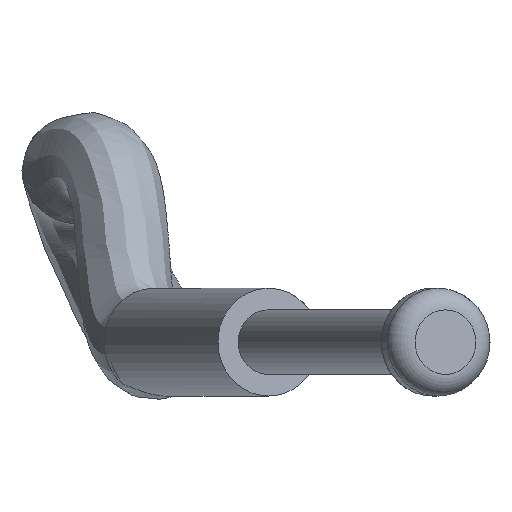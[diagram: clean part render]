
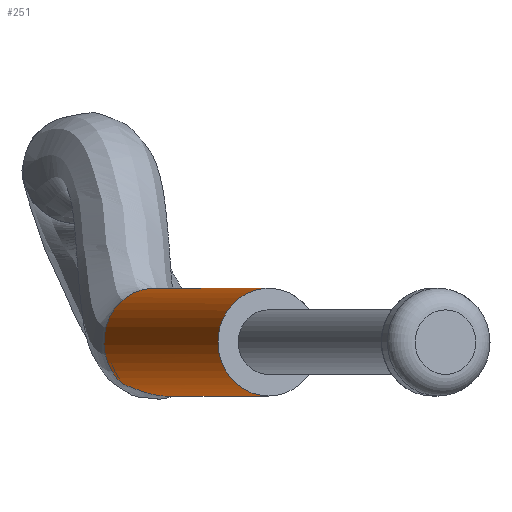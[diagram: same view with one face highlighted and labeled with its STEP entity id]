
A CAD part, left-side view. The second image highlights one B-rep face of the part: STEP entity #251.
In plain terms, the highlighted cylindrical face has radius 12.5 mm (diameter 25 mm), a full revolution.
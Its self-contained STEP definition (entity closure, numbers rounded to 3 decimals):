
#29=B_SPLINE_CURVE_WITH_KNOTS('',3,(#1052,#1053,#1054,#1055,#1056,#1057,
#1058,#1059,#1060,#1061,#1062,#1063),.UNSPECIFIED.,.F.,.F.,(4,1,1,1,1,1,
1,1,1,4),(0.044,0.047,0.051,0.052,
0.054,0.057,0.06,0.064,
0.067,0.07),.UNSPECIFIED.);
#31=CYLINDRICAL_SURFACE('',#292,12.5);
#55=ORIENTED_EDGE('',*,*,#99,.T.);
#56=ORIENTED_EDGE('',*,*,#100,.F.);
#57=ORIENTED_EDGE('',*,*,#97,.F.);
#97=EDGE_CURVE('',#119,#120,#140,.T.);
#99=EDGE_CURVE('',#121,#121,#141,.T.);
#100=EDGE_CURVE('',#120,#119,#29,.T.);
#119=VERTEX_POINT('',#1031);
#120=VERTEX_POINT('',#1032);
#121=VERTEX_POINT('',#1051);
#140=CIRCLE('',#291,12.5);
#141=CIRCLE('',#293,12.5);
#163=EDGE_LOOP('',(#55));
#164=EDGE_LOOP('',(#56,#57));
#203=FACE_BOUND('',#163,.T.);
#204=FACE_BOUND('',#164,.T.);
#251=ADVANCED_FACE('',(#203,#204),#31,.T.);
#291=AXIS2_PLACEMENT_3D('',#1030,#345,#346);
#292=AXIS2_PLACEMENT_3D('',#1049,#347,#348);
#293=AXIS2_PLACEMENT_3D('',#1050,#349,#350);
#345=DIRECTION('',(0.94,0.342,0.));
#346=DIRECTION('',(0.342,-0.94,0.));
#347=DIRECTION('',(0.94,0.342,0.));
#348=DIRECTION('',(-0.342,0.94,0.));
#349=DIRECTION('',(0.94,0.342,0.));
#350=DIRECTION('',(0.,0.,-1.));
#1030=CARTESIAN_POINT('',(-124.455,-18.,-40.));
#1031=CARTESIAN_POINT('',(-127.095,-10.748,-49.833));
#1032=CARTESIAN_POINT('',(-121.871,-25.099,-49.959));
#1049=CARTESIAN_POINT('',(-309.923,-85.505,-40.));
#1050=CARTESIAN_POINT('',(-197.16,-44.463,-40.));
#1051=CARTESIAN_POINT('',(-197.16,-44.463,-52.5));
#1052=CARTESIAN_POINT('',(-121.871,-25.099,-49.959));
#1053=CARTESIAN_POINT('',(-122.876,-25.51,-49.927));
#1054=CARTESIAN_POINT('',(-124.992,-26.137,-50.031));
#1055=CARTESIAN_POINT('',(-127.707,-26.201,-50.659));
#1056=CARTESIAN_POINT('',(-129.67,-25.416,-51.4));
#1057=CARTESIAN_POINT('',(-131.259,-24.06,-52.116));
#1058=CARTESIAN_POINT('',(-132.418,-21.519,-52.638));
#1059=CARTESIAN_POINT('',(-132.524,-18.172,-52.345));
#1060=CARTESIAN_POINT('',(-131.59,-15.116,-51.473));
#1061=CARTESIAN_POINT('',(-129.754,-12.553,-50.445));
#1062=CARTESIAN_POINT('',(-128.048,-11.264,-49.957));
#1063=CARTESIAN_POINT('',(-127.095,-10.748,-49.833));
